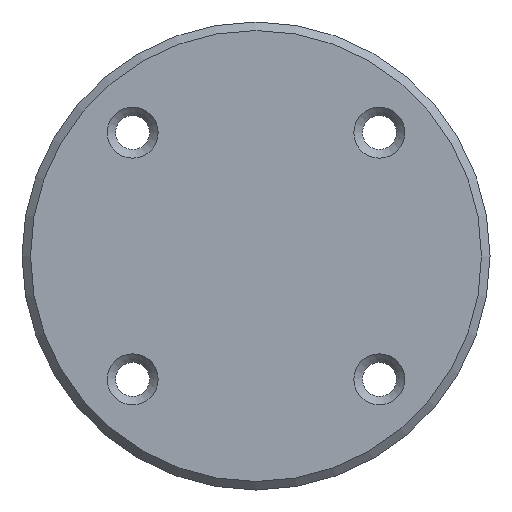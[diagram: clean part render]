
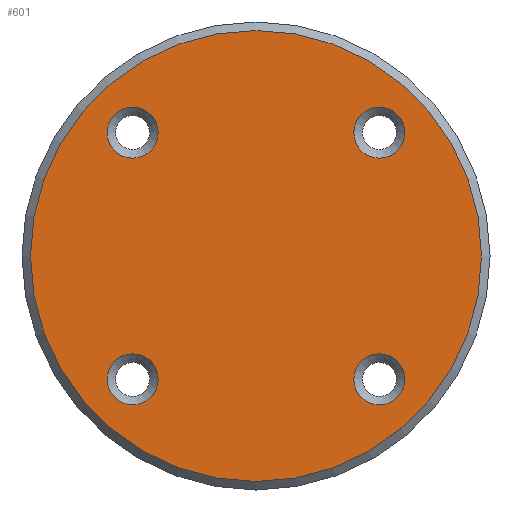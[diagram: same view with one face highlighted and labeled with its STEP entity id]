
A CAD part, front view. The second image highlights one B-rep face of the part: STEP entity #601.
In plain terms, the highlighted planar face has unit normal (0, -1, 0).
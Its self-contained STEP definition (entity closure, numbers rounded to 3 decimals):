
#62=FACE_BOUND('',#117,.T.);
#63=FACE_BOUND('',#118,.T.);
#64=FACE_BOUND('',#119,.T.);
#65=FACE_BOUND('',#120,.T.);
#71=PLANE('',#655);
#78=FACE_OUTER_BOUND('',#116,.T.);
#116=EDGE_LOOP('',(#411));
#117=EDGE_LOOP('',(#412));
#118=EDGE_LOOP('',(#413));
#119=EDGE_LOOP('',(#414));
#120=EDGE_LOOP('',(#415));
#198=CIRCLE('',#653,3.);
#200=CIRCLE('',#656,26.5);
#201=CIRCLE('',#657,3.);
#202=CIRCLE('',#658,3.);
#203=CIRCLE('',#659,3.);
#254=VERTEX_POINT('',#956);
#256=VERTEX_POINT('',#962);
#257=VERTEX_POINT('',#964);
#258=VERTEX_POINT('',#966);
#259=VERTEX_POINT('',#968);
#313=EDGE_CURVE('',#254,#254,#198,.T.);
#316=EDGE_CURVE('',#256,#256,#200,.T.);
#317=EDGE_CURVE('',#257,#257,#201,.T.);
#318=EDGE_CURVE('',#258,#258,#202,.T.);
#319=EDGE_CURVE('',#259,#259,#203,.T.);
#411=ORIENTED_EDGE('',*,*,#316,.F.);
#412=ORIENTED_EDGE('',*,*,#317,.F.);
#413=ORIENTED_EDGE('',*,*,#318,.F.);
#414=ORIENTED_EDGE('',*,*,#319,.F.);
#415=ORIENTED_EDGE('',*,*,#313,.F.);
#601=ADVANCED_FACE('',(#78,#62,#63,#64,#65),#71,.F.);
#653=AXIS2_PLACEMENT_3D('',#957,#750,#751);
#655=AXIS2_PLACEMENT_3D('',#961,#755,#756);
#656=AXIS2_PLACEMENT_3D('',#963,#757,#758);
#657=AXIS2_PLACEMENT_3D('',#965,#759,#760);
#658=AXIS2_PLACEMENT_3D('',#967,#761,#762);
#659=AXIS2_PLACEMENT_3D('',#969,#763,#764);
#750=DIRECTION('center_axis',(0.,-1.,0.));
#751=DIRECTION('ref_axis',(1.,0.,0.));
#755=DIRECTION('center_axis',(0.,1.,0.));
#756=DIRECTION('ref_axis',(1.,0.,0.));
#757=DIRECTION('center_axis',(0.,1.,0.));
#758=DIRECTION('ref_axis',(1.,0.,0.));
#759=DIRECTION('center_axis',(0.,-1.,0.));
#760=DIRECTION('ref_axis',(1.,0.,0.));
#761=DIRECTION('center_axis',(0.,-1.,0.));
#762=DIRECTION('ref_axis',(1.,0.,0.));
#763=DIRECTION('center_axis',(0.,-1.,0.));
#764=DIRECTION('ref_axis',(1.,0.,0.));
#956=CARTESIAN_POINT('',(11.5,-3.,14.5));
#957=CARTESIAN_POINT('Origin',(14.5,-3.,14.5));
#961=CARTESIAN_POINT('Origin',(0.,-3.,0.));
#962=CARTESIAN_POINT('',(-26.5,-3.,0.));
#963=CARTESIAN_POINT('Origin',(0.,-3.,0.));
#964=CARTESIAN_POINT('',(-17.5,-3.,14.5));
#965=CARTESIAN_POINT('Origin',(-14.5,-3.,14.5));
#966=CARTESIAN_POINT('',(11.5,-3.,-14.5));
#967=CARTESIAN_POINT('Origin',(14.5,-3.,-14.5));
#968=CARTESIAN_POINT('',(-17.5,-3.,-14.5));
#969=CARTESIAN_POINT('Origin',(-14.5,-3.,-14.5));
